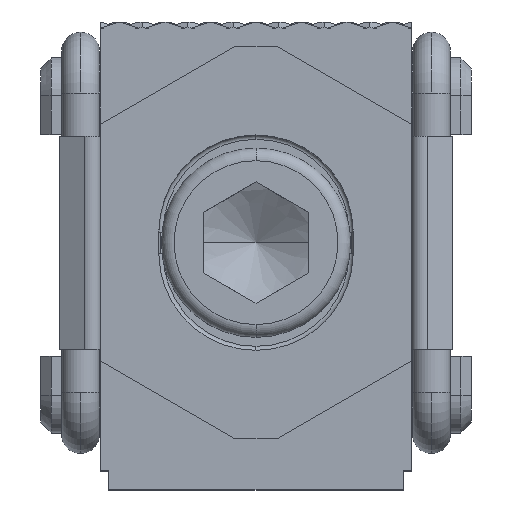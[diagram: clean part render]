
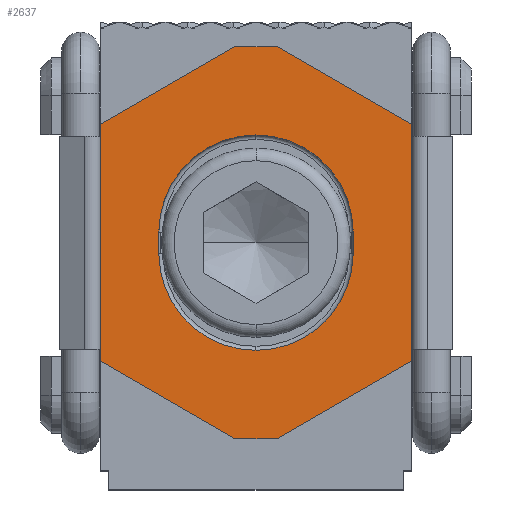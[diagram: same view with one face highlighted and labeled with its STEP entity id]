
A CAD part, top view. The second image highlights one B-rep face of the part: STEP entity #2637.
In plain terms, the highlighted planar face has unit normal (0, 0, 1).
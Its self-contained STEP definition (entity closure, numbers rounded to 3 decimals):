
#2637=ADVANCED_FACE('',(#5341,#5342),#5343,.T.);
#5341=FACE_OUTER_BOUND('',#8168,.T.);
#5342=FACE_BOUND('',#8169,.T.);
#5343=PLANE('',#8170);
#8168=EDGE_LOOP('',(#15219,#15220,#15221,#15222,#15223,#15224,#15225,#15226));
#8169=EDGE_LOOP('',(#15227,#15228,#15229,#15230));
#8170=AXIS2_PLACEMENT_3D('',#15231,#15232,#15233);
#15219=ORIENTED_EDGE('',*,*,#18823,.T.);
#15220=ORIENTED_EDGE('',*,*,#18824,.F.);
#15221=ORIENTED_EDGE('',*,*,#18825,.T.);
#15222=ORIENTED_EDGE('',*,*,#18826,.F.);
#15223=ORIENTED_EDGE('',*,*,#18827,.T.);
#15224=ORIENTED_EDGE('',*,*,#18828,.F.);
#15225=ORIENTED_EDGE('',*,*,#18829,.T.);
#15226=ORIENTED_EDGE('',*,*,#18830,.F.);
#15227=ORIENTED_EDGE('',*,*,#18831,.T.);
#15228=ORIENTED_EDGE('',*,*,#18832,.T.);
#15229=ORIENTED_EDGE('',*,*,#18833,.T.);
#15230=ORIENTED_EDGE('',*,*,#18834,.T.);
#15231=CARTESIAN_POINT('',(0.,0.,24.876));
#15232=DIRECTION('',(0.0,0.,1.0));
#15233=DIRECTION('',(0.0,1.0,0.));
#18823=EDGE_CURVE('',#22736,#22737,#22738,.T.);
#18824=EDGE_CURVE('',#22739,#22737,#22740,.T.);
#18825=EDGE_CURVE('',#22739,#22741,#22742,.T.);
#18826=EDGE_CURVE('',#22743,#22741,#22744,.T.);
#18827=EDGE_CURVE('',#22743,#22745,#22746,.T.);
#18828=EDGE_CURVE('',#22747,#22745,#22748,.T.);
#18829=EDGE_CURVE('',#22747,#22749,#22750,.T.);
#18830=EDGE_CURVE('',#22736,#22749,#22751,.T.);
#18831=EDGE_CURVE('',#22752,#22753,#22754,.T.);
#18832=EDGE_CURVE('',#22753,#22755,#22756,.T.);
#18833=EDGE_CURVE('',#22755,#22757,#22758,.T.);
#18834=EDGE_CURVE('',#22757,#22752,#22759,.T.);
#22736=VERTEX_POINT('',#28461);
#22737=VERTEX_POINT('',#28462);
#22738=LINE('',#28463,#28464);
#22739=VERTEX_POINT('',#28465);
#22740=LINE('',#28466,#28467);
#22741=VERTEX_POINT('',#28468);
#22742=LINE('',#28469,#28470);
#22743=VERTEX_POINT('',#28471);
#22744=LINE('',#28472,#28473);
#22745=VERTEX_POINT('',#28474);
#22746=LINE('',#28475,#28476);
#22747=VERTEX_POINT('',#28477);
#22748=LINE('',#28478,#28479);
#22749=VERTEX_POINT('',#28480);
#22750=LINE('',#28481,#28482);
#22751=LINE('',#28483,#28484);
#22752=VERTEX_POINT('',#28485);
#22753=VERTEX_POINT('',#28486);
#22754=CIRCLE('',#28487,9.25);
#22755=VERTEX_POINT('',#28488);
#22756=LINE('',#28489,#28490);
#22757=VERTEX_POINT('',#28491);
#22758=CIRCLE('',#28492,9.25);
#22759=LINE('',#28493,#28494);
#28461=CARTESIAN_POINT('',(-2.0,18.65,24.876));
#28462=CARTESIAN_POINT('',(-14.8,11.26,24.876));
#28463=CARTESIAN_POINT('',(-2.,18.65,24.876));
#28464=VECTOR('',#31303,14.78);
#28465=CARTESIAN_POINT('',(-14.8,-11.26,24.876));
#28466=CARTESIAN_POINT('',(-14.8,-11.26,24.876));
#28467=VECTOR('',#31304,22.52);
#28468=CARTESIAN_POINT('',(-2.0,-18.65,24.876));
#28469=CARTESIAN_POINT('',(-14.8,-11.26,24.876));
#28470=VECTOR('',#31305,14.78);
#28471=CARTESIAN_POINT('',(2.,-18.65,24.876));
#28472=CARTESIAN_POINT('',(2.,-18.65,24.876));
#28473=VECTOR('',#31306,4.0);
#28474=CARTESIAN_POINT('',(14.8,-11.26,24.876));
#28475=CARTESIAN_POINT('',(2.0,-18.65,24.876));
#28476=VECTOR('',#31307,14.78);
#28477=CARTESIAN_POINT('',(14.8,11.26,24.876));
#28478=CARTESIAN_POINT('',(14.8,11.26,24.876));
#28479=VECTOR('',#31308,22.52);
#28480=CARTESIAN_POINT('',(2.,18.65,24.876));
#28481=CARTESIAN_POINT('',(14.8,11.26,24.876));
#28482=VECTOR('',#31309,14.78);
#28483=CARTESIAN_POINT('',(-2.0,18.65,24.876));
#28484=VECTOR('',#31310,4.0);
#28485=CARTESIAN_POINT('',(-9.25,1.,24.876));
#28486=CARTESIAN_POINT('',(9.25,1.,24.876));
#28487=AXIS2_PLACEMENT_3D('',#31311,#31312,#31313);
#28488=CARTESIAN_POINT('',(9.25,-1.0,24.876));
#28489=CARTESIAN_POINT('',(9.25,1.,24.876));
#28490=VECTOR('',#31314,2.0);
#28491=CARTESIAN_POINT('',(-9.25,-1.0,24.876));
#28492=AXIS2_PLACEMENT_3D('',#31315,#31316,#31317);
#28493=CARTESIAN_POINT('',(-9.25,-1.0,24.876));
#28494=VECTOR('',#31318,2.0);
#31303=DIRECTION('',(-0.866,-0.5,0.));
#31304=DIRECTION('',(0.0,1.0,0.));
#31305=DIRECTION('',(0.866,-0.5,0.));
#31306=DIRECTION('',(-1.0,0.0,0.0));
#31307=DIRECTION('',(0.866,0.5,0.));
#31308=DIRECTION('',(0.0,-1.0,0.));
#31309=DIRECTION('',(-0.866,0.5,0.));
#31310=DIRECTION('',(1.0,0.0,0.0));
#31311=CARTESIAN_POINT('',(0.,1.,24.876));
#31312=DIRECTION('',(0.0,0.,-1.0));
#31313=DIRECTION('',(1.0,0.0,0.0));
#31314=DIRECTION('',(0.0,-1.0,0.));
#31315=CARTESIAN_POINT('',(0.,-1.0,24.876));
#31316=DIRECTION('',(0.0,0.,-1.0));
#31317=DIRECTION('',(-1.0,0.0,0.0));
#31318=DIRECTION('',(0.0,1.0,0.));
